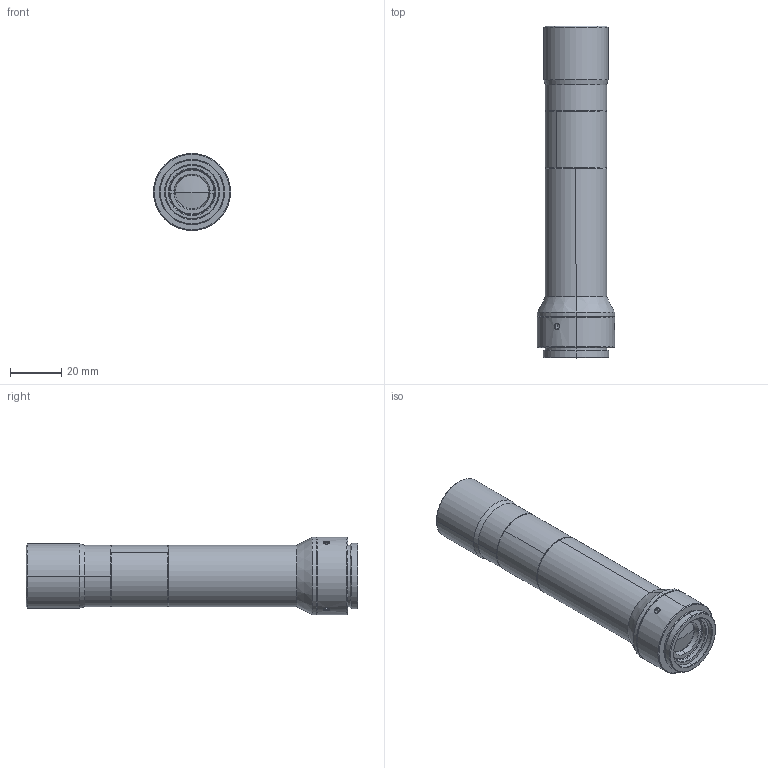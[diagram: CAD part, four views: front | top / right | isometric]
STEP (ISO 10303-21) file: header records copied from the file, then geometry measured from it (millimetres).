
FILE_DESCRIPTION(('FreeCAD Model'),'2;1');
FILE_NAME('Open CASCADE Shape Model','2025-01-22T11:56:42',(''),(''), 'Open CASCADE STEP processor 7.8','FreeCAD','Unknown');
FILE_SCHEMA(('AUTOMOTIVE_DESIGN { 1 0 10303 214 1 1 1 1 }'));
Length unit declared in the file: millimetre
Products named in the file (13): VA-LCM-TC-0-6X-WD65-015; 200_1_ASM; 502; 201_ASM; 301; 511; 501; 202_ASM; NW76712A-306; JD30303001; 504; 515; NW76712A-503
Assembly tree (14 placements, depth 4):
  VA-LCM-TC-0-6X-WD65-015
    200_1_ASM
      502
      201_ASM
        301
        511
        501
      202_ASM
        NW76712A-306
        JD30303001  x3
        504
        515
        NW76712A-503
Bounding box: 30 x 129.16 x 30 mm (x, y, z)
Volume: 32982.8 mm3; surface area: 25581.2 mm2
Topology: 11 solids, 11 shells, 348 faces, 735 edges, 442 vertices
Faces by surface type: cone 137, cylinder 116, plane 85, sphere 8, bspline 2
Entity records: 9151 total; most frequent: CARTESIAN_POINT 1712, DIRECTION 1667, ORIENTED_EDGE 1342, AXIS2_PLACEMENT_3D 693, EDGE_CURVE 671, VERTEX_POINT 402, FACE_BOUND 367, EDGE_LOOP 367
